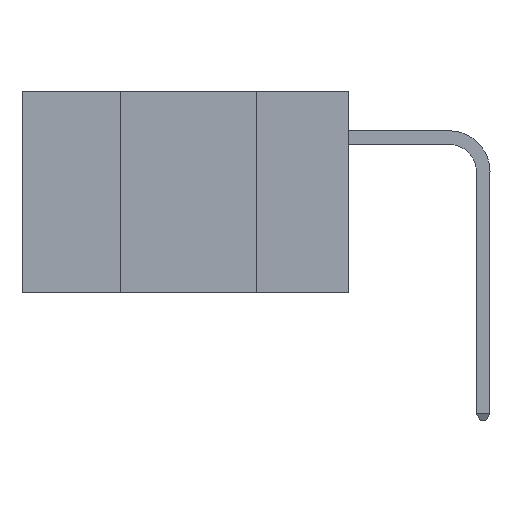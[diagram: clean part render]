
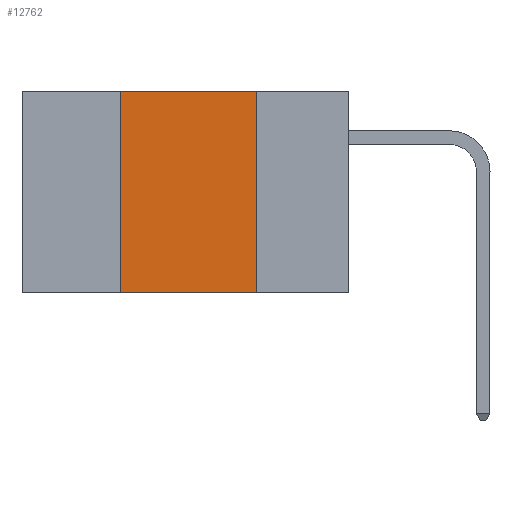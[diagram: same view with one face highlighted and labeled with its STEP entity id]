
A CAD part, left-side view. The second image highlights one B-rep face of the part: STEP entity #12762.
In plain terms, the highlighted planar face has unit normal (-1, 0, 0).
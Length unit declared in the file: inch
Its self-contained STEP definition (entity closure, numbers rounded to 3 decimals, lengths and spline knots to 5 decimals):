
#1722 = VECTOR ( 'NONE', #17410, 39.37008 ) ;
#2478 = ORIENTED_EDGE ( 'NONE', *, *, #13214, .T. ) ;
#2794 = LINE ( 'NONE', #12502, #1722 ) ;
#2926 = CARTESIAN_POINT ( 'NONE',  ( 0., 0.17, 0. ) ) ;
#3595 = ORIENTED_EDGE ( 'NONE', *, *, #13033, .F. ) ;
#4087 = ORIENTED_EDGE ( 'NONE', *, *, #8021, .F. ) ;
#4870 = EDGE_LOOP ( 'NONE', ( #4087, #16463, #3595, #2478 ) ) ;
#5289 = CARTESIAN_POINT ( 'NONE',  ( 0., 0.6, 0. ) ) ;
#6512 = DIRECTION ( 'NONE',  ( 0., 0., -1. ) ) ;
#7039 = VECTOR ( 'NONE', #6512, 39.37008 ) ;
#7449 = CARTESIAN_POINT ( 'NONE',  ( 0., 0.42, -0.37 ) ) ;
#8021 = EDGE_CURVE ( 'NONE', #17807, #17549, #11562, .T. ) ;
#9316 = DIRECTION ( 'NONE',  ( 0., 0., 1. ) ) ;
#9555 = LINE ( 'NONE', #5289, #13542 ) ;
#10965 = CARTESIAN_POINT ( 'NONE',  ( 0., 0.42, 0. ) ) ;
#11299 = LINE ( 'NONE', #10965, #18208 ) ;
#11562 = LINE ( 'NONE', #2926, #7039 ) ;
#11662 = CARTESIAN_POINT ( 'NONE',  ( 0., 0.42, 0. ) ) ;
#11710 = EDGE_CURVE ( 'NONE', #15964, #17807, #9555, .T. ) ;
#12270 = DIRECTION ( 'NONE',  ( 0., 0., -1. ) ) ;
#12446 = CARTESIAN_POINT ( 'NONE',  ( 0., 0.17, -0.37 ) ) ;
#12502 = CARTESIAN_POINT ( 'NONE',  ( 0., 0.6, -0.37 ) ) ;
#12762 = ADVANCED_FACE ( 'NONE', ( #20857 ), #13770, .F. ) ;
#13033 = EDGE_CURVE ( 'NONE', #14825, #15964, #11299, .T. ) ;
#13214 = EDGE_CURVE ( 'NONE', #14825, #17549, #2794, .T. ) ;
#13542 = VECTOR ( 'NONE', #15742, 39.37008 ) ;
#13770 = PLANE ( 'NONE',  #15565 ) ;
#14825 = VERTEX_POINT ( 'NONE', #7449 ) ;
#15483 = CARTESIAN_POINT ( 'NONE',  ( 0., 0.6, 0. ) ) ;
#15565 = AXIS2_PLACEMENT_3D ( 'NONE', #15483, #18878, #12270 ) ;
#15742 = DIRECTION ( 'NONE',  ( 0., -1., 0. ) ) ;
#15964 = VERTEX_POINT ( 'NONE', #11662 ) ;
#16463 = ORIENTED_EDGE ( 'NONE', *, *, #11710, .F. ) ;
#17036 = CARTESIAN_POINT ( 'NONE',  ( 0., 0.17, 0. ) ) ;
#17410 = DIRECTION ( 'NONE',  ( 0., -1., 0. ) ) ;
#17549 = VERTEX_POINT ( 'NONE', #12446 ) ;
#17807 = VERTEX_POINT ( 'NONE', #17036 ) ;
#18208 = VECTOR ( 'NONE', #9316, 39.37008 ) ;
#18878 = DIRECTION ( 'NONE',  ( 1., 0., 0. ) ) ;
#20857 = FACE_OUTER_BOUND ( 'NONE', #4870, .T. ) ;
